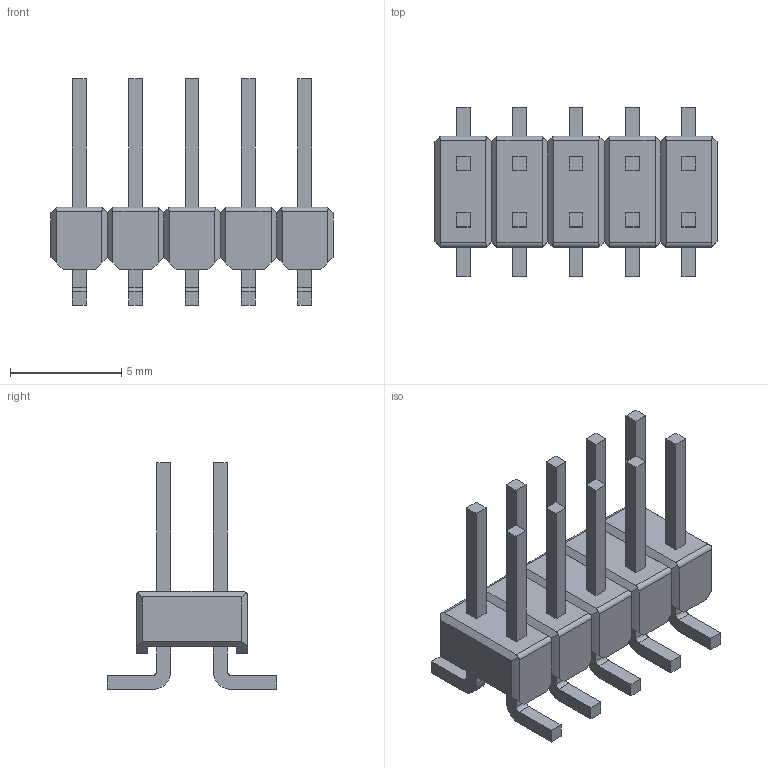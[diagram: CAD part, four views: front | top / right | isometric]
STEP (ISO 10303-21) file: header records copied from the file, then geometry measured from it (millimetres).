
FILE_DESCRIPTION((''),'2;1');
FILE_NAME('C-1241050-05-3','2007-08-31T',('workeradm'),('Tyco Electronics Corporation'),'PRO/ENGINEER BY PARAMETRIC TECHNOLOGY CORPORATION, 2005450','PRO/ENGINEER BY PARAMETRIC TECHNOLOGY CORPORATION, 2005450','');
FILE_SCHEMA(('CONFIG_CONTROL_DESIGN', 'GEOMETRIC_VALIDATION_PROPERTIES_MIM'));
Length unit declared in the file: millimetre
Products named in the file (1): C-1241050-05-3
Bounding box: 12.7 x 7.62 x 10.21 mm (x, y, z)
Volume: 195.3 mm3; surface area: 475.4 mm2
Topology: 1 solids, 1 shells, 232 faces, 614 edges, 404 vertices
Faces by surface type: plane 202, cylinder 30
Entity records: 7229 total; most frequent: CARTESIAN_POINT 1381, ORIENTED_EDGE 1228, DIRECTION 1078, EDGE_CURVE 614, VECTOR 534, LINE 534, VERTEX_POINT 404, AXIS2_PLACEMENT_3D 272
